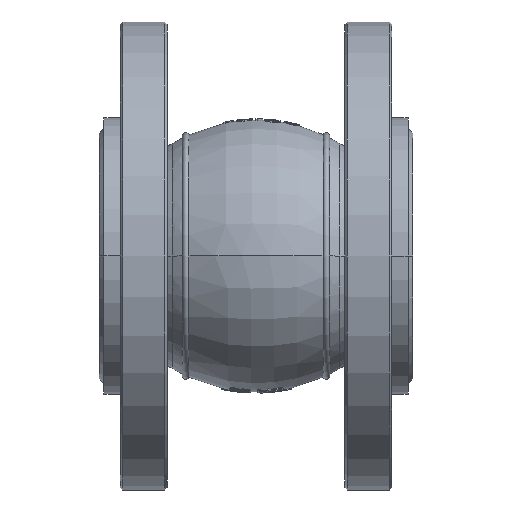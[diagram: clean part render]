
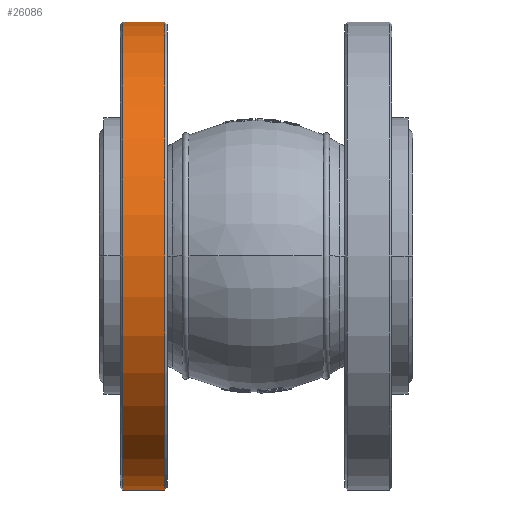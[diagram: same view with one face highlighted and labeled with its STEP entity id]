
A CAD part, front view. The second image highlights one B-rep face of the part: STEP entity #26086.
In plain terms, the highlighted cylindrical face has radius 100 mm (diameter 200 mm), a partial arc.
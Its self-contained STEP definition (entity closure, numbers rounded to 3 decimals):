
#2572 = CIRCLE ( 'NONE', #15673, 100. ) ;
#2603 = CIRCLE ( 'NONE', #28118, 100. ) ;
#4532 = VECTOR ( 'NONE', #43060, 1000. ) ;
#4917 = CYLINDRICAL_SURFACE ( 'NONE', #21603, 100. ) ;
#5940 = CARTESIAN_POINT ( 'NONE',  ( -57., 0., 0. ) ) ;
#6629 = DIRECTION ( 'NONE',  ( 1., 0., 0. ) ) ;
#6786 = EDGE_LOOP ( 'NONE', ( #22017, #42484, #25550, #9091 ) ) ;
#8758 = CARTESIAN_POINT ( 'NONE',  ( -38., 0., -100. ) ) ;
#9028 = CARTESIAN_POINT ( 'NONE',  ( -57., 0., 100. ) ) ;
#9091 = ORIENTED_EDGE ( 'NONE', *, *, #25097, .T. ) ;
#10352 = EDGE_CURVE ( 'NONE', #27536, #26917, #42831, .T. ) ;
#10372 = CARTESIAN_POINT ( 'NONE',  ( -38., 0., 100. ) ) ;
#15673 = AXIS2_PLACEMENT_3D ( 'NONE', #34407, #34632, #37598 ) ;
#16231 = DIRECTION ( 'NONE',  ( 0., 0., 1. ) ) ;
#16352 = VERTEX_POINT ( 'NONE', #9028 ) ;
#21603 = AXIS2_PLACEMENT_3D ( 'NONE', #40791, #33467, #22940 ) ;
#22017 = ORIENTED_EDGE ( 'NONE', *, *, #10352, .F. ) ;
#22940 = DIRECTION ( 'NONE',  ( 0., 0., 1. ) ) ;
#23246 = VECTOR ( 'NONE', #23382, 1000. ) ;
#23382 = DIRECTION ( 'NONE',  ( -1., 0., 0. ) ) ;
#23752 = EDGE_CURVE ( 'NONE', #27536, #41623, #2572, .T. ) ;
#24650 = CARTESIAN_POINT ( 'NONE',  ( -57., 0., -100. ) ) ;
#25097 = EDGE_CURVE ( 'NONE', #16352, #26917, #2603, .T. ) ;
#25550 = ORIENTED_EDGE ( 'NONE', *, *, #30318, .T. ) ;
#26086 = ADVANCED_FACE ( 'NONE', ( #42658 ), #4917, .T. ) ;
#26917 = VERTEX_POINT ( 'NONE', #24650 ) ;
#27536 = VERTEX_POINT ( 'NONE', #44460 ) ;
#28118 = AXIS2_PLACEMENT_3D ( 'NONE', #5940, #6629, #16231 ) ;
#28777 = CARTESIAN_POINT ( 'NONE',  ( -39., 0., 100. ) ) ;
#30318 = EDGE_CURVE ( 'NONE', #41623, #16352, #31154, .T. ) ;
#31154 = LINE ( 'NONE', #10372, #23246 ) ;
#33467 = DIRECTION ( 'NONE',  ( -1., 0., 0. ) ) ;
#34407 = CARTESIAN_POINT ( 'NONE',  ( -39., 0., 0. ) ) ;
#34632 = DIRECTION ( 'NONE',  ( -1., 0., 0. ) ) ;
#37598 = DIRECTION ( 'NONE',  ( 0., 0., -1. ) ) ;
#40791 = CARTESIAN_POINT ( 'NONE',  ( -38., 0., 0. ) ) ;
#41623 = VERTEX_POINT ( 'NONE', #28777 ) ;
#42484 = ORIENTED_EDGE ( 'NONE', *, *, #23752, .T. ) ;
#42658 = FACE_OUTER_BOUND ( 'NONE', #6786, .T. ) ;
#42831 = LINE ( 'NONE', #8758, #4532 ) ;
#43060 = DIRECTION ( 'NONE',  ( -1., 0., 0. ) ) ;
#44460 = CARTESIAN_POINT ( 'NONE',  ( -39., 0., -100. ) ) ;
